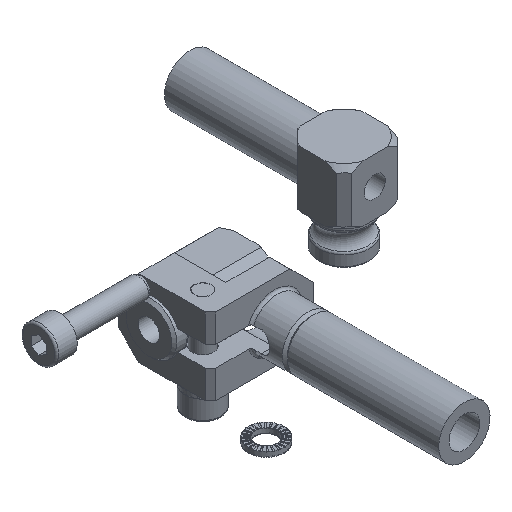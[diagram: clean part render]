
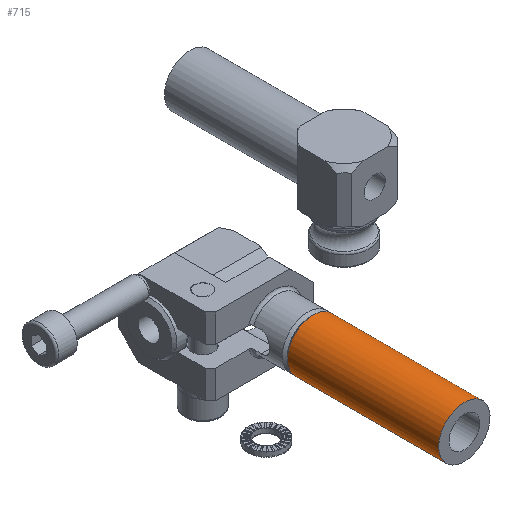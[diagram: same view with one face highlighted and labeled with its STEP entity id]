
A CAD part, isometric view. The second image highlights one B-rep face of the part: STEP entity #715.
In plain terms, the highlighted cylindrical face has radius 5 mm (diameter 10 mm), a full revolution.
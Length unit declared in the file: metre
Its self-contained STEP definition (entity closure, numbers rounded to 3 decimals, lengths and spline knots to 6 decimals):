
#715 = ADVANCED_FACE( '', ( #1503, #1504 ), #1505, .T. );
#1503 = FACE_OUTER_BOUND( '', #2132, .T. );
#1504 = FACE_OUTER_BOUND( '', #2133, .T. );
#1505 = CYLINDRICAL_SURFACE( '', #2134, 0.005 );
#2132 = EDGE_LOOP( '', ( #4392 ) );
#2133 = EDGE_LOOP( '', ( #4393 ) );
#2134 = AXIS2_PLACEMENT_3D( '', #4394, #4395, #4396 );
#4392 = ORIENTED_EDGE( '', *, *, #5374, .T. );
#4393 = ORIENTED_EDGE( '', *, *, #5375, .F. );
#4394 = CARTESIAN_POINT( '', ( 0., 0.03, 0. ) );
#4395 = DIRECTION( '', ( 0., 1., 0. ) );
#4396 = DIRECTION( '', ( 0., 0., -1. ) );
#5374 = EDGE_CURVE( '', #6615, #6615, #6616, .T. );
#5375 = EDGE_CURVE( '', #6617, #6617, #6618, .T. );
#6615 = VERTEX_POINT( '', #8324 );
#6616 = CIRCLE( '', #8325, 0.005 );
#6617 = VERTEX_POINT( '', #8326 );
#6618 = CIRCLE( '', #8327, 0.005 );
#8324 = CARTESIAN_POINT( '', ( 0., 0.0005, 0.005 ) );
#8325 = AXIS2_PLACEMENT_3D( '', #9444, #9445, #9446 );
#8326 = CARTESIAN_POINT( '', ( 0.005, 0.03, 0. ) );
#8327 = AXIS2_PLACEMENT_3D( '', #9447, #9448, #9449 );
#9444 = CARTESIAN_POINT( '', ( 0., 0.0005, 0. ) );
#9445 = DIRECTION( '', ( 0., 1., 0. ) );
#9446 = DIRECTION( '', ( 0., 0., 1. ) );
#9447 = CARTESIAN_POINT( '', ( 0., 0.03, 0. ) );
#9448 = DIRECTION( '', ( 0., 1., 0. ) );
#9449 = DIRECTION( '', ( 1., 0., 0. ) );
